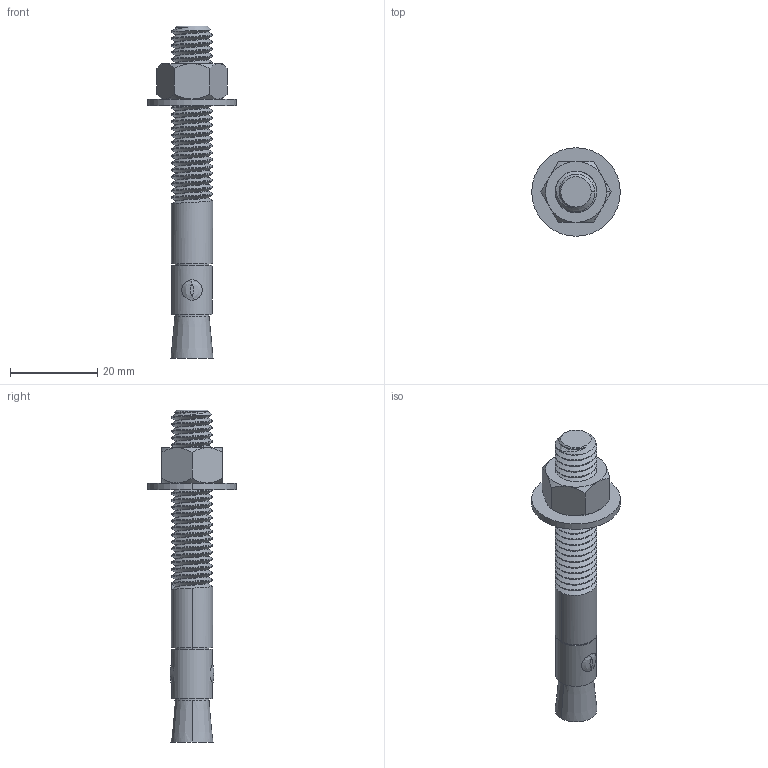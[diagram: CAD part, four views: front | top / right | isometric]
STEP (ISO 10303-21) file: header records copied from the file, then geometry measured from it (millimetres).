
FILE_DESCRIPTION (( 'STEP AP203' ), '1' );
FILE_NAME ('24-383-0.STEP', '2022-02-08T18:41:27', ( '' ), ( '' ), 'SwSTEP 2.0', 'SolidWorks 2021', '' );
FILE_SCHEMA (( 'CONFIG_CONTROL_DESIGN' ));
Length unit declared in the file: inch
Products named in the file (1): 24-383-0
Bounding box: 20.32 x 20.32 x 76.2 mm (x, y, z)
Volume: 5787 mm3; surface area: 5087.3 mm2
Topology: 4 solids, 4 shells, 113 faces, 287 edges, 185 vertices
Faces by surface type: cylinder 61, plane 24, cone 19, bspline 7, torus 2
Entity records: 8715 total; most frequent: CARTESIAN_POINT 6298, ORIENTED_EDGE 574, DIRECTION 402, EDGE_CURVE 287, VERTEX_POINT 185, AXIS2_PLACEMENT_3D 157, EDGE_LOOP 120, ADVANCED_FACE 113
